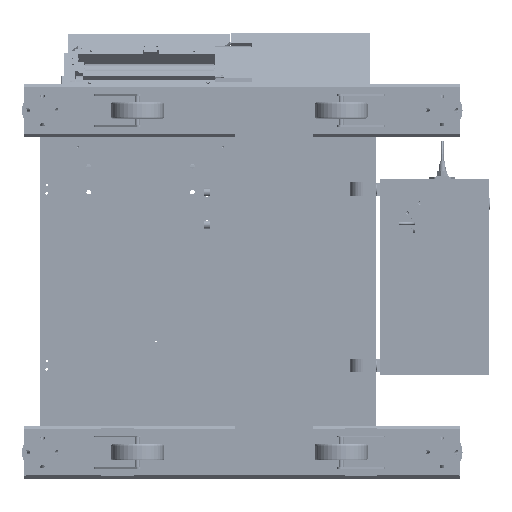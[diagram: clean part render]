
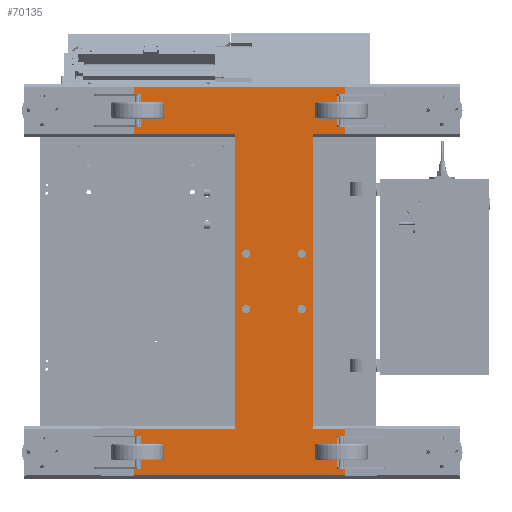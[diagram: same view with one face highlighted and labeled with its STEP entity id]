
A CAD part, front view. The second image highlights one B-rep face of the part: STEP entity #70135.
In plain terms, the highlighted planar face has unit normal (0, -1, 0).
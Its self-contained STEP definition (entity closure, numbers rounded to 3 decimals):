
#1822=LINE('',#102336,#7493);
#1832=LINE('',#102364,#7503);
#1833=LINE('',#102366,#7504);
#1834=LINE('',#102368,#7505);
#1835=LINE('',#102370,#7506);
#1836=LINE('',#102372,#7507);
#1837=LINE('',#102374,#7508);
#1838=LINE('',#102376,#7509);
#1839=LINE('',#102378,#7510);
#1840=LINE('',#102380,#7511);
#1841=LINE('',#102382,#7512);
#1842=LINE('',#102383,#7513);
#7493=VECTOR('',#81441,3.528);
#7503=VECTOR('',#81477,16.004);
#7504=VECTOR('',#81478,3.528);
#7505=VECTOR('',#81479,2.365);
#7506=VECTOR('',#81480,22.472);
#7507=VECTOR('',#81481,2.365);
#7508=VECTOR('',#81482,3.528);
#7509=VECTOR('',#81483,16.004);
#7510=VECTOR('',#81484,3.528);
#7511=VECTOR('',#81485,7.639);
#7512=VECTOR('',#81486,22.472);
#7513=VECTOR('',#81487,7.639);
#12978=PLANE('',#74415);
#16512=FACE_BOUND('',#23079,.T.);
#16513=FACE_BOUND('',#23080,.T.);
#16514=FACE_BOUND('',#23081,.T.);
#16515=FACE_BOUND('',#23082,.T.);
#18819=FACE_OUTER_BOUND('',#23078,.T.);
#23078=EDGE_LOOP('',(#48235,#48236,#48237,#48238,#48239,#48240,#48241,#48242,
#48243,#48244,#48245,#48246));
#23079=EDGE_LOOP('',(#48247));
#23080=EDGE_LOOP('',(#48248));
#23081=EDGE_LOOP('',(#48249));
#23082=EDGE_LOOP('',(#48250));
#29095=CIRCLE('',#74416,0.217);
#29096=CIRCLE('',#74417,0.217);
#29097=CIRCLE('',#74418,0.217);
#29098=CIRCLE('',#74419,0.217);
#31909=VERTEX_POINT('',#102301);
#31914=VERTEX_POINT('',#102311);
#31927=VERTEX_POINT('',#102363);
#31928=VERTEX_POINT('',#102365);
#31929=VERTEX_POINT('',#102367);
#31930=VERTEX_POINT('',#102369);
#31931=VERTEX_POINT('',#102371);
#31932=VERTEX_POINT('',#102373);
#31933=VERTEX_POINT('',#102375);
#31934=VERTEX_POINT('',#102377);
#31935=VERTEX_POINT('',#102379);
#31936=VERTEX_POINT('',#102381);
#31937=VERTEX_POINT('',#102384);
#31938=VERTEX_POINT('',#102386);
#31939=VERTEX_POINT('',#102388);
#31940=VERTEX_POINT('',#102390);
#38613=EDGE_CURVE('',#31914,#31909,#1822,.T.);
#38627=EDGE_CURVE('',#31927,#31909,#1832,.T.);
#38628=EDGE_CURVE('',#31927,#31928,#1833,.T.);
#38629=EDGE_CURVE('',#31929,#31928,#1834,.T.);
#38630=EDGE_CURVE('',#31930,#31929,#1835,.T.);
#38631=EDGE_CURVE('',#31931,#31930,#1836,.T.);
#38632=EDGE_CURVE('',#31931,#31932,#1837,.T.);
#38633=EDGE_CURVE('',#31933,#31932,#1838,.T.);
#38634=EDGE_CURVE('',#31933,#31934,#1839,.T.);
#38635=EDGE_CURVE('',#31935,#31934,#1840,.T.);
#38636=EDGE_CURVE('',#31936,#31935,#1841,.T.);
#38637=EDGE_CURVE('',#31914,#31936,#1842,.T.);
#38638=EDGE_CURVE('',#31937,#31937,#29095,.T.);
#38639=EDGE_CURVE('',#31938,#31938,#29096,.T.);
#38640=EDGE_CURVE('',#31939,#31939,#29097,.T.);
#38641=EDGE_CURVE('',#31940,#31940,#29098,.T.);
#48235=ORIENTED_EDGE('',*,*,#38613,.T.);
#48236=ORIENTED_EDGE('',*,*,#38627,.F.);
#48237=ORIENTED_EDGE('',*,*,#38628,.T.);
#48238=ORIENTED_EDGE('',*,*,#38629,.F.);
#48239=ORIENTED_EDGE('',*,*,#38630,.F.);
#48240=ORIENTED_EDGE('',*,*,#38631,.F.);
#48241=ORIENTED_EDGE('',*,*,#38632,.T.);
#48242=ORIENTED_EDGE('',*,*,#38633,.F.);
#48243=ORIENTED_EDGE('',*,*,#38634,.T.);
#48244=ORIENTED_EDGE('',*,*,#38635,.F.);
#48245=ORIENTED_EDGE('',*,*,#38636,.F.);
#48246=ORIENTED_EDGE('',*,*,#38637,.F.);
#48247=ORIENTED_EDGE('',*,*,#38638,.T.);
#48248=ORIENTED_EDGE('',*,*,#38639,.T.);
#48249=ORIENTED_EDGE('',*,*,#38640,.T.);
#48250=ORIENTED_EDGE('',*,*,#38641,.T.);
#70135=ADVANCED_FACE('',(#18819,#16512,#16513,#16514,#16515),#12978,.F.);
#74415=AXIS2_PLACEMENT_3D('',#102362,#81475,#81476);
#74416=AXIS2_PLACEMENT_3D('',#102385,#81488,#81489);
#74417=AXIS2_PLACEMENT_3D('',#102387,#81490,#81491);
#74418=AXIS2_PLACEMENT_3D('',#102389,#81492,#81493);
#74419=AXIS2_PLACEMENT_3D('',#102391,#81494,#81495);
#81441=DIRECTION('',(0.,0.,-1.));
#81475=DIRECTION('center_axis',(0.,1.,0.));
#81476=DIRECTION('ref_axis',(0.,0.,1.));
#81477=DIRECTION('',(-1.,0.,0.));
#81478=DIRECTION('',(0.,0.,1.));
#81479=DIRECTION('',(1.,0.,0.));
#81480=DIRECTION('',(0.,0.,-1.));
#81481=DIRECTION('',(-1.,0.,0.));
#81482=DIRECTION('',(0.,0.,1.));
#81483=DIRECTION('',(1.,0.,0.));
#81484=DIRECTION('',(0.,0.,-1.));
#81485=DIRECTION('',(-1.,0.,0.));
#81486=DIRECTION('',(0.,0.,1.));
#81487=DIRECTION('',(1.,0.,0.));
#81488=DIRECTION('center_axis',(0.,1.,0.));
#81489=DIRECTION('ref_axis',(0.,0.,
1.));
#81490=DIRECTION('center_axis',(0.,1.,0.));
#81491=DIRECTION('ref_axis',(0.,0.,
1.));
#81492=DIRECTION('center_axis',(0.,1.,0.));
#81493=DIRECTION('ref_axis',(0.,0.,
1.));
#81494=DIRECTION('center_axis',(0.,1.,0.));
#81495=DIRECTION('ref_axis',(0.,0.,
1.));
#102301=CARTESIAN_POINT('',(-5.611,-33.48,-95.986));
#102311=CARTESIAN_POINT('',(-5.611,-33.48,-92.458));
#102336=CARTESIAN_POINT('',(-5.611,-33.48,-95.128));
#102362=CARTESIAN_POINT('Origin',(2.618,-33.48,-94.222));
#102363=CARTESIAN_POINT('',(10.393,-33.48,-95.986));
#102364=CARTESIAN_POINT('',(-5.61,-33.48,-95.986));
#102365=CARTESIAN_POINT('',(10.393,-33.48,-92.458));
#102366=CARTESIAN_POINT('',(10.393,-33.48,-93.315));
#102367=CARTESIAN_POINT('',(8.028,-33.48,-92.458));
#102368=CARTESIAN_POINT('',(10.846,-33.48,-92.458));
#102369=CARTESIAN_POINT('',(8.028,-33.48,-69.986));
#102370=CARTESIAN_POINT('',(8.028,-33.48,-93.222));
#102371=CARTESIAN_POINT('',(10.393,-33.48,-69.986));
#102372=CARTESIAN_POINT('',(10.846,-33.48,-69.986));
#102373=CARTESIAN_POINT('',(10.393,-33.48,-66.458));
#102374=CARTESIAN_POINT('',(10.393,-33.48,-80.315));
#102375=CARTESIAN_POINT('',(-5.611,-33.48,-66.458));
#102376=CARTESIAN_POINT('',(-5.61,-33.48,-66.458));
#102377=CARTESIAN_POINT('',(-5.611,-33.48,-69.986));
#102378=CARTESIAN_POINT('',(-5.611,-33.48,-82.128));
#102379=CARTESIAN_POINT('',(2.028,-33.48,-69.986));
#102380=CARTESIAN_POINT('',(10.846,-33.48,-69.986));
#102381=CARTESIAN_POINT('',(2.028,-33.48,-92.458));
#102382=CARTESIAN_POINT('',(2.028,-33.48,-93.222));
#102383=CARTESIAN_POINT('',(10.846,-33.48,-92.458));
#102384=CARTESIAN_POINT('',(2.921,-33.48,-83.545));
#102385=CARTESIAN_POINT('Origin',(2.921,-33.48,-83.328));
#102386=CARTESIAN_POINT('',(7.134,-33.48,-79.332));
#102387=CARTESIAN_POINT('Origin',(7.134,-33.48,-79.116));
#102388=CARTESIAN_POINT('',(7.134,-33.48,-83.545));
#102389=CARTESIAN_POINT('Origin',(7.134,-33.48,-83.328));
#102390=CARTESIAN_POINT('',(2.921,-33.48,-79.332));
#102391=CARTESIAN_POINT('Origin',(2.921,-33.48,-79.116));
